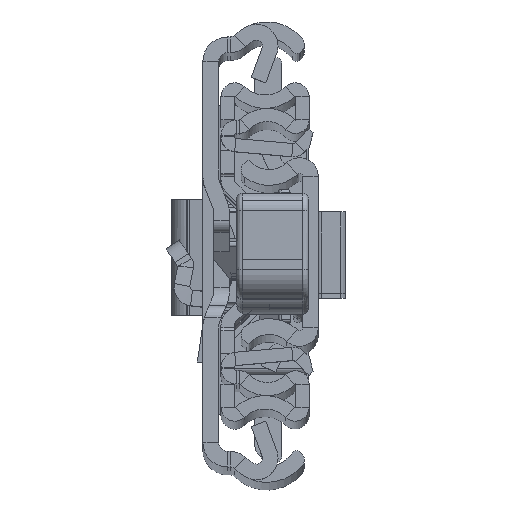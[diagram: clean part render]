
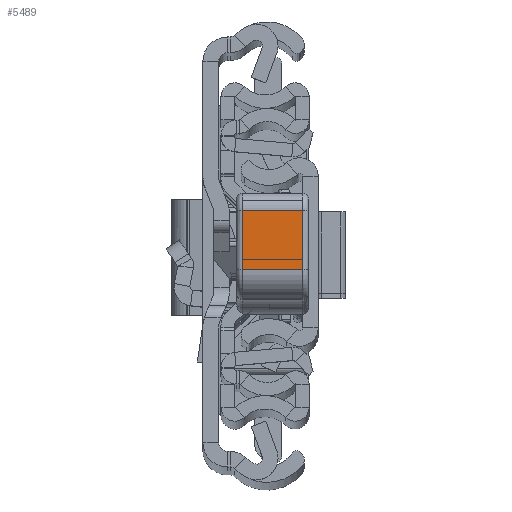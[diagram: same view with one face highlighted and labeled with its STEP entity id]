
A CAD part, top view. The second image highlights one B-rep face of the part: STEP entity #5489.
In plain terms, the highlighted face is planar.
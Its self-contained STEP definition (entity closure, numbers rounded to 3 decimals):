
#53 = VERTEX_POINT ( 'NONE', #3447 ) ;
#720 = VECTOR ( 'NONE', #9369, 1000. ) ;
#1199 = VERTEX_POINT ( 'NONE', #2623 ) ;
#2180 = AXIS2_PLACEMENT_3D ( 'NONE', #32569, #29834, #36532 ) ;
#2327 = ORIENTED_EDGE ( 'NONE', *, *, #38032, .F. ) ;
#2566 = LINE ( 'NONE', #37959, #9899 ) ;
#2623 = CARTESIAN_POINT ( 'NONE',  ( 39.55, -12.274, 0. ) ) ;
#2762 = LINE ( 'NONE', #29479, #14181 ) ;
#3447 = CARTESIAN_POINT ( 'NONE',  ( 39.818, -2.465, -10. ) ) ;
#3582 = CARTESIAN_POINT ( 'NONE',  ( 39.818, -2.465, -11. ) ) ;
#5489 = ADVANCED_FACE ( 'NONE', ( #21902 ), #32371, .F. ) ;
#8315 = VERTEX_POINT ( 'NONE', #15365 ) ;
#8867 = EDGE_CURVE ( 'NONE', #1199, #23558, #2566, .T. ) ;
#9369 = DIRECTION ( 'NONE',  ( 0., 0., -1. ) ) ;
#9899 = VECTOR ( 'NONE', #14297, 1000. ) ;
#11464 = VECTOR ( 'NONE', #34521, 1000. ) ;
#14181 = VECTOR ( 'NONE', #20434, 1000. ) ;
#14297 = DIRECTION ( 'NONE',  ( 0.027, 1., 0. ) ) ;
#15081 = ORIENTED_EDGE ( 'NONE', *, *, #16238, .F. ) ;
#15365 = CARTESIAN_POINT ( 'NONE',  ( 39.55, -12.274, -10. ) ) ;
#16105 = ORIENTED_EDGE ( 'NONE', *, *, #20858, .F. ) ;
#16238 = EDGE_CURVE ( 'NONE', #8315, #1199, #2762, .T. ) ;
#16978 = CARTESIAN_POINT ( 'NONE',  ( 39.55, -12.274, -10. ) ) ;
#20434 = DIRECTION ( 'NONE',  ( 0., 0., 1. ) ) ;
#20858 = EDGE_CURVE ( 'NONE', #53, #8315, #29467, .T. ) ;
#21902 = FACE_OUTER_BOUND ( 'NONE', #32872, .T. ) ;
#23558 = VERTEX_POINT ( 'NONE', #31924 ) ;
#27700 = ORIENTED_EDGE ( 'NONE', *, *, #8867, .F. ) ;
#29467 = LINE ( 'NONE', #16978, #11464 ) ;
#29479 = CARTESIAN_POINT ( 'NONE',  ( 39.55, -12.274, -11. ) ) ;
#29834 = DIRECTION ( 'NONE',  ( -1., 0.027, 0. ) ) ;
#31924 = CARTESIAN_POINT ( 'NONE',  ( 39.818, -2.465, 0. ) ) ;
#32371 = PLANE ( 'NONE',  #2180 ) ;
#32569 = CARTESIAN_POINT ( 'NONE',  ( 39.55, -12.274, -11. ) ) ;
#32872 = EDGE_LOOP ( 'NONE', ( #15081, #16105, #2327, #27700 ) ) ;
#34521 = DIRECTION ( 'NONE',  ( -0.027, -1., 0. ) ) ;
#36089 = LINE ( 'NONE', #3582, #720 ) ;
#36532 = DIRECTION ( 'NONE',  ( -0.027, -1., 0. ) ) ;
#37959 = CARTESIAN_POINT ( 'NONE',  ( 39.55, -12.274, 0. ) ) ;
#38032 = EDGE_CURVE ( 'NONE', #23558, #53, #36089, .T. ) ;
